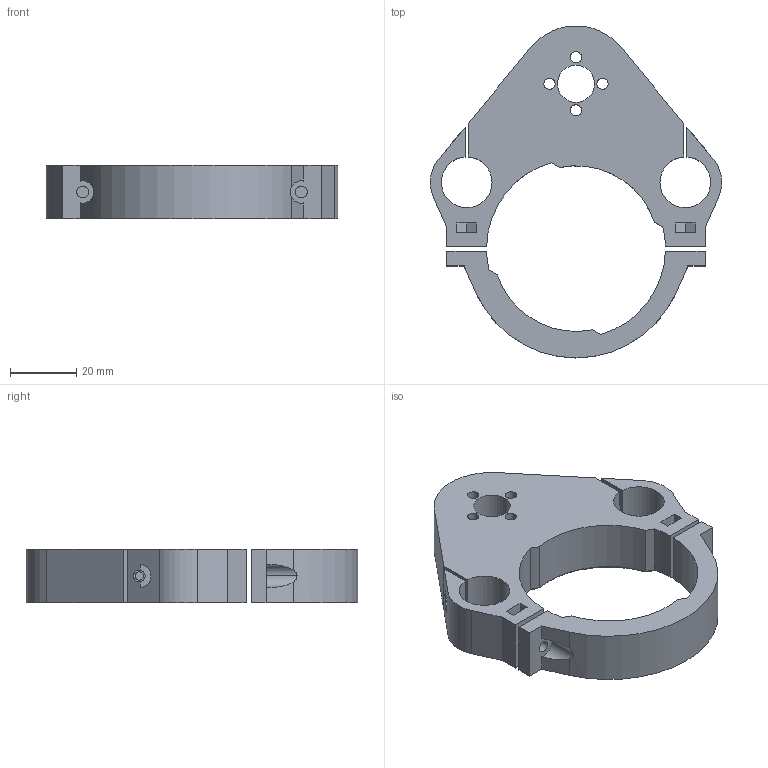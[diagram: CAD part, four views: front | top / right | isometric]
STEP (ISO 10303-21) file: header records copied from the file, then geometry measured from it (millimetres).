
FILE_DESCRIPTION((' '),'2;1');
FILE_NAME(' Z_Upper.stp','2016-10-08T09:29:25+00:00',('none'),('none'),' ',' AP214','none');
FILE_SCHEMA(('AUTOMOTIVE_DESIGN { 1 0 10303 214 1 1 1 1 }'));
Length unit declared in the file: millimetre
Products named in the file (1): Part1
Bounding box: 87.97 x 100.19 x 16 mm (x, y, z)
Volume: 52004.2 mm3; surface area: 18644.8 mm2
Topology: 2 solids, 2 shells, 124 faces, 348 edges, 230 vertices
Faces by surface type: plane 58, cylinder 54, cone 12
Entity records: 3887 total; most frequent: CARTESIAN_POINT 911, ORIENTED_EDGE 696, DIRECTION 448, EDGE_CURVE 348, VERTEX_POINT 230, AXIS2_PLACEMENT_3D 193, VECTOR 186, LINE 186
